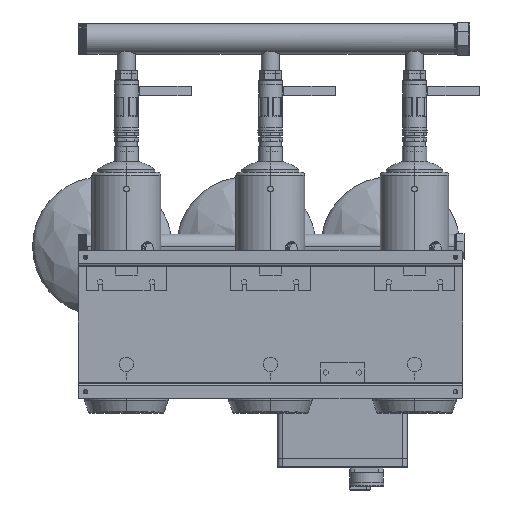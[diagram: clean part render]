
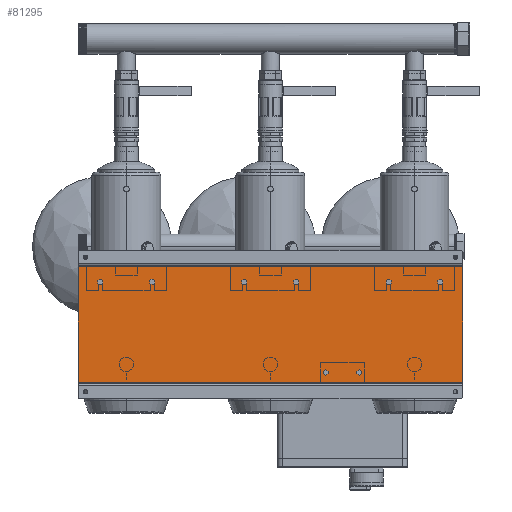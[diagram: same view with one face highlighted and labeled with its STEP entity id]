
A CAD part, front view. The second image highlights one B-rep face of the part: STEP entity #81295.
In plain terms, the highlighted planar face has unit normal (0, -1, 0).
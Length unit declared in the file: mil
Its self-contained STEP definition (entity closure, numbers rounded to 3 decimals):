
#1721 = LINE ( 'NONE', #41539, #84752 ) ;
#2273 = DIRECTION ( 'NONE',  ( -1., 0., 0. ) ) ;
#2820 = CARTESIAN_POINT ( 'NONE',  ( -15748.031, 2047.244, -4724.409 ) ) ;
#10941 = EDGE_LOOP ( 'NONE', ( #28635, #19063, #49381, #12333 ) ) ;
#12333 = ORIENTED_EDGE ( 'NONE', *, *, #27922, .T. ) ;
#17008 = DIRECTION ( 'NONE',  ( 0., 0., -1. ) ) ;
#19063 = ORIENTED_EDGE ( 'NONE', *, *, #84877, .F. ) ;
#22058 = CARTESIAN_POINT ( 'NONE',  ( 15748.031, 2047.244, -4724.409 ) ) ;
#27127 = AXIS2_PLACEMENT_3D ( 'NONE', #22058, #71150, #31850 ) ;
#27922 = EDGE_CURVE ( 'NONE', #38584, #39797, #1721, .T. ) ;
#28635 = ORIENTED_EDGE ( 'NONE', *, *, #87537, .T. ) ;
#31850 = DIRECTION ( 'NONE',  ( 1., 0., 0. ) ) ;
#38584 = VERTEX_POINT ( 'NONE', #44523 ) ;
#38974 = CARTESIAN_POINT ( 'NONE',  ( 15748.031, 2047.244, -4724.409 ) ) ;
#39797 = VERTEX_POINT ( 'NONE', #41401 ) ;
#41351 = VECTOR ( 'NONE', #17008, 39370.079 ) ;
#41401 = CARTESIAN_POINT ( 'NONE',  ( -15748.031, 2047.244, 4724.409 ) ) ;
#41539 = CARTESIAN_POINT ( 'NONE',  ( 15748.031, 2047.244, 4724.409 ) ) ;
#42603 = LINE ( 'NONE', #2820, #68294 ) ;
#44523 = CARTESIAN_POINT ( 'NONE',  ( 15748.031, 2047.244, 4724.409 ) ) ;
#49381 = ORIENTED_EDGE ( 'NONE', *, *, #83564, .F. ) ;
#49410 = DIRECTION ( 'NONE',  ( 0., 0., -1. ) ) ;
#51342 = CARTESIAN_POINT ( 'NONE',  ( 15748.031, 2047.244, -4724.409 ) ) ;
#61907 = FACE_OUTER_BOUND ( 'NONE', #10941, .T. ) ;
#64624 = LINE ( 'NONE', #88950, #41351 ) ;
#68294 = VECTOR ( 'NONE', #49410, 39370.079 ) ;
#71150 = DIRECTION ( 'NONE',  ( 0., 1., 0. ) ) ;
#73330 = VERTEX_POINT ( 'NONE', #87270 ) ;
#76841 = DIRECTION ( 'NONE',  ( -1., 0., 0. ) ) ;
#81295 = ADVANCED_FACE ( 'NONE', ( #61907 ), #100750, .F. ) ;
#81814 = VERTEX_POINT ( 'NONE', #51342 ) ;
#82964 = VECTOR ( 'NONE', #76841, 39370.079 ) ;
#83564 = EDGE_CURVE ( 'NONE', #38584, #81814, #64624, .T. ) ;
#84752 = VECTOR ( 'NONE', #2273, 39370.079 ) ;
#84877 = EDGE_CURVE ( 'NONE', #81814, #73330, #85171, .T. ) ;
#85171 = LINE ( 'NONE', #38974, #82964 ) ;
#87270 = CARTESIAN_POINT ( 'NONE',  ( -15748.031, 2047.244, -4724.409 ) ) ;
#87537 = EDGE_CURVE ( 'NONE', #39797, #73330, #42603, .T. ) ;
#88950 = CARTESIAN_POINT ( 'NONE',  ( 15748.031, 2047.244, 4724.409 ) ) ;
#100750 = PLANE ( 'NONE',  #27127 ) ;
